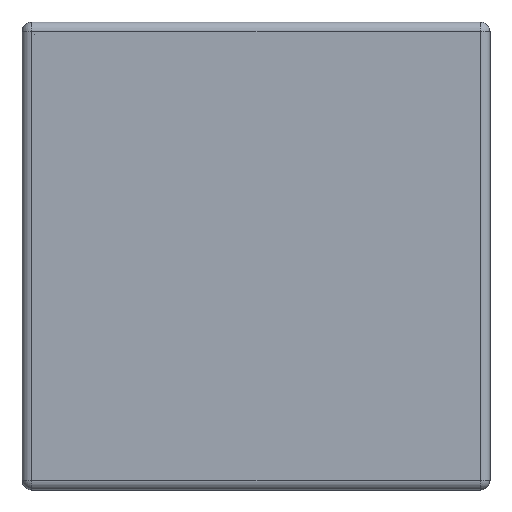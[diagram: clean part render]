
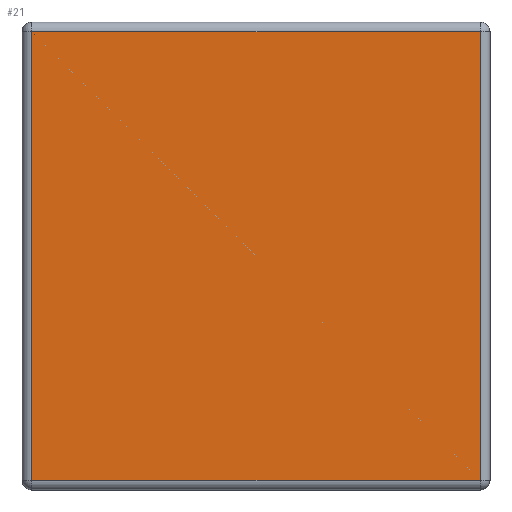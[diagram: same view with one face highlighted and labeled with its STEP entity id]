
A CAD part, left-side view. The second image highlights one B-rep face of the part: STEP entity #21.
In plain terms, the highlighted planar face has unit normal (-1, 0, 0).
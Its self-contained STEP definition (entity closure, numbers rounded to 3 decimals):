
#21 = ADVANCED_FACE ( 'NONE', ( #2092 ), #4252, .T. ) ;
#173 = ORIENTED_EDGE ( 'NONE', *, *, #2586, .T. ) ;
#210 = LINE ( 'NONE', #3098, #864 ) ;
#342 = EDGE_CURVE ( 'NONE', #2612, #2276, #1564, .T. ) ;
#684 = VERTEX_POINT ( 'NONE', #2924 ) ;
#715 = EDGE_CURVE ( 'NONE', #2276, #3770, #210, .T. ) ;
#864 = VECTOR ( 'NONE', #3816, 1000. ) ;
#989 = ORIENTED_EDGE ( 'NONE', *, *, #715, .T. ) ;
#1263 = CARTESIAN_POINT ( 'NONE',  ( 0., 0.03, -0.03 ) ) ;
#1351 = LINE ( 'NONE', #2801, #2667 ) ;
#1564 = LINE ( 'NONE', #1590, #3113 ) ;
#1590 = CARTESIAN_POINT ( 'NONE',  ( 0., 0., -1.42 ) ) ;
#1856 = DIRECTION ( 'NONE',  ( 0., 1., 0. ) ) ;
#2092 = FACE_OUTER_BOUND ( 'NONE', #3538, .T. ) ;
#2182 = LINE ( 'NONE', #3234, #3791 ) ;
#2276 = VERTEX_POINT ( 'NONE', #2937 ) ;
#2546 = CARTESIAN_POINT ( 'NONE',  ( 0., 0., 0. ) ) ;
#2586 = EDGE_CURVE ( 'NONE', #684, #2612, #1351, .T. ) ;
#2612 = VERTEX_POINT ( 'NONE', #4334 ) ;
#2667 = VECTOR ( 'NONE', #4521, 1000. ) ;
#2685 = ORIENTED_EDGE ( 'NONE', *, *, #3255, .T. ) ;
#2801 = CARTESIAN_POINT ( 'NONE',  ( 0., 1.42, -1.45 ) ) ;
#2881 = DIRECTION ( 'NONE',  ( 0., 0., 1. ) ) ;
#2924 = CARTESIAN_POINT ( 'NONE',  ( 0., 1.42, -0.03 ) ) ;
#2937 = CARTESIAN_POINT ( 'NONE',  ( 0., 0.03, -1.42 ) ) ;
#3098 = CARTESIAN_POINT ( 'NONE',  ( 0., 0.03, 0. ) ) ;
#3113 = VECTOR ( 'NONE', #3362, 1000. ) ;
#3234 = CARTESIAN_POINT ( 'NONE',  ( 0., 1.45, -0.03 ) ) ;
#3255 = EDGE_CURVE ( 'NONE', #3770, #684, #2182, .T. ) ;
#3276 = ORIENTED_EDGE ( 'NONE', *, *, #342, .T. ) ;
#3362 = DIRECTION ( 'NONE',  ( 0., -1., 0. ) ) ;
#3538 = EDGE_LOOP ( 'NONE', ( #3276, #989, #2685, #173 ) ) ;
#3626 = DIRECTION ( 'NONE',  ( -1., 0., 0. ) ) ;
#3770 = VERTEX_POINT ( 'NONE', #1263 ) ;
#3791 = VECTOR ( 'NONE', #1856, 1000. ) ;
#3816 = DIRECTION ( 'NONE',  ( 0., 0., 1. ) ) ;
#4252 = PLANE ( 'NONE',  #4603 ) ;
#4334 = CARTESIAN_POINT ( 'NONE',  ( 0., 1.42, -1.42 ) ) ;
#4521 = DIRECTION ( 'NONE',  ( 0., 0., -1. ) ) ;
#4603 = AXIS2_PLACEMENT_3D ( 'NONE', #2546, #3626, #2881 ) ;
